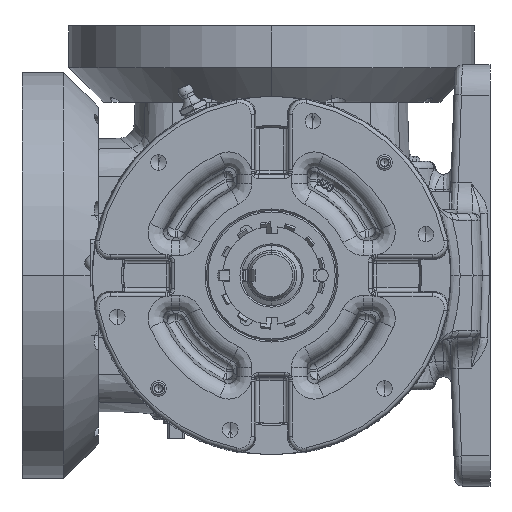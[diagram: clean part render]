
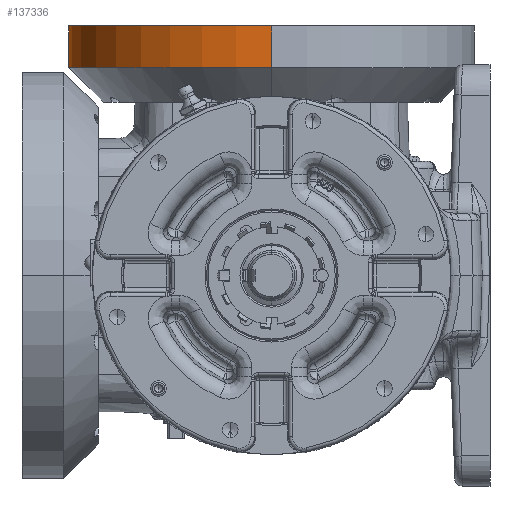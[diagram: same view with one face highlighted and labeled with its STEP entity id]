
A CAD part, left-side view. The second image highlights one B-rep face of the part: STEP entity #137336.
In plain terms, the highlighted cylindrical face has radius 82.55 mm (diameter 165.1 mm), a partial arc.
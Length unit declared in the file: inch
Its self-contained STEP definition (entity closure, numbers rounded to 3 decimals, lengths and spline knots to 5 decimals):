
#3006 = LINE ( 'NONE', #61907, #241025 ) ;
#3626 = CARTESIAN_POINT ( 'NONE',  ( 1.835, 0., 4. ) ) ;
#8687 = EDGE_LOOP ( 'NONE', ( #261132, #121687, #64185, #130869 ) ) ;
#22144 = CIRCLE ( 'NONE', #30581, 3.25 ) ;
#23050 = CARTESIAN_POINT ( 'NONE',  ( 5.085, 0., 1.38983 ) ) ;
#30581 = AXIS2_PLACEMENT_3D ( 'NONE', #87864, #247213, #63848 ) ;
#35304 = AXIS2_PLACEMENT_3D ( 'NONE', #100513, #60304, #220988 ) ;
#41858 = DIRECTION ( 'NONE',  ( 0., 0., -1. ) ) ;
#46460 = DIRECTION ( 'NONE',  ( -1., 0., 0. ) ) ;
#46798 = CIRCLE ( 'NONE', #221993, 3.25 ) ;
#47125 = DIRECTION ( 'NONE',  ( 0., 0., -1. ) ) ;
#50103 = VERTEX_POINT ( 'NONE', #91061 ) ;
#58994 = VERTEX_POINT ( 'NONE', #152366 ) ;
#60304 = DIRECTION ( 'NONE',  ( 0., 0., -1. ) ) ;
#61907 = CARTESIAN_POINT ( 'NONE',  ( -1.415, 0., 1.38983 ) ) ;
#62782 = EDGE_CURVE ( 'NONE', #187176, #218137, #206383, .T. ) ;
#63848 = DIRECTION ( 'NONE',  ( -1., 0., 0. ) ) ;
#64185 = ORIENTED_EDGE ( 'NONE', *, *, #108288, .F. ) ;
#72402 = FACE_OUTER_BOUND ( 'NONE', #8687, .T. ) ;
#85212 = DIRECTION ( 'NONE',  ( 0., 0., -1. ) ) ;
#87164 = EDGE_CURVE ( 'NONE', #50103, #58994, #3006, .T. ) ;
#87864 = CARTESIAN_POINT ( 'NONE',  ( 1.835, 0., 3.33 ) ) ;
#91061 = CARTESIAN_POINT ( 'NONE',  ( -1.415, 0., 4. ) ) ;
#100513 = CARTESIAN_POINT ( 'NONE',  ( 1.835, 0., 1.38983 ) ) ;
#103331 = CARTESIAN_POINT ( 'NONE',  ( 5.085, 0., 3.33 ) ) ;
#108288 = EDGE_CURVE ( 'NONE', #58994, #218137, #22144, .T. ) ;
#113891 = VECTOR ( 'NONE', #47125, 39.37008 ) ;
#121687 = ORIENTED_EDGE ( 'NONE', *, *, #62782, .T. ) ;
#130869 = ORIENTED_EDGE ( 'NONE', *, *, #87164, .F. ) ;
#135307 = EDGE_CURVE ( 'NONE', #50103, #187176, #46798, .T. ) ;
#137336 = ADVANCED_FACE ( 'NONE', ( #72402 ), #240966, .T. ) ;
#152366 = CARTESIAN_POINT ( 'NONE',  ( -1.415, 0., 3.33 ) ) ;
#187176 = VERTEX_POINT ( 'NONE', #247801 ) ;
#206383 = LINE ( 'NONE', #23050, #113891 ) ;
#218137 = VERTEX_POINT ( 'NONE', #103331 ) ;
#220988 = DIRECTION ( 'NONE',  ( -1., 0., 0. ) ) ;
#221993 = AXIS2_PLACEMENT_3D ( 'NONE', #3626, #85212, #46460 ) ;
#240966 = CYLINDRICAL_SURFACE ( 'NONE', #35304, 3.25 ) ;
#241025 = VECTOR ( 'NONE', #41858, 39.37008 ) ;
#247213 = DIRECTION ( 'NONE',  ( 0., 0., -1. ) ) ;
#247801 = CARTESIAN_POINT ( 'NONE',  ( 5.085, 0., 4. ) ) ;
#261132 = ORIENTED_EDGE ( 'NONE', *, *, #135307, .T. ) ;
